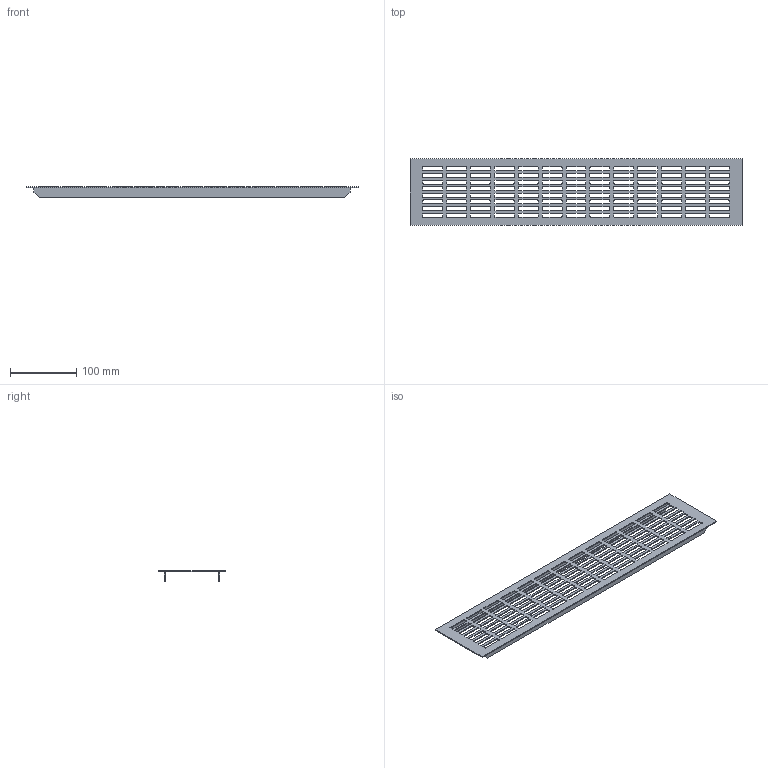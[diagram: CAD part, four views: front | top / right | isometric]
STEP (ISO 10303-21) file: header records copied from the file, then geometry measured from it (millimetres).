
FILE_DESCRIPTION (( 'STEP AP214' ), '1' );
FILE_NAME ('F000965,F000988,F001011_3D.step', '2022-08-15T13:45:33', ( '' ), ( '' ), 'SwSTEP 2.0', 'SolidWorks 2020', '' );
FILE_SCHEMA (( 'AUTOMOTIVE_DESIGN' ));
Length unit declared in the file: millimetre
Products named in the file (1): F000965,F000988,F001011_3D
Bounding box: 500 x 100 x 16.5 mm (x, y, z)
Volume: 75357.9 mm3; surface area: 103889.2 mm2
Topology: 1 solids, 1 shells, 852 faces, 2544 edges, 1696 vertices
Faces by surface type: plane 436, cylinder 416
Entity records: 29310 total; most frequent: CARTESIAN_POINT 5093, ORIENTED_EDGE 5088, DIRECTION 5082, EDGE_CURVE 2544, LINE 1712, VECTOR 1712, VERTEX_POINT 1696, AXIS2_PLACEMENT_3D 1685
